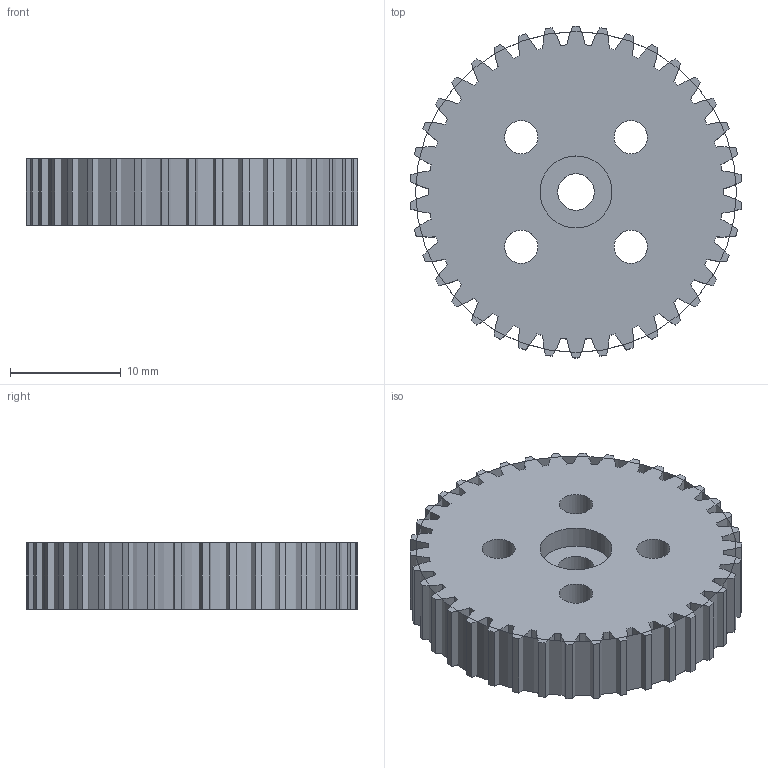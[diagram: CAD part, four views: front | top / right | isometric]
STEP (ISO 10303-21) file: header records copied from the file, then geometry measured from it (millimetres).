
FILE_DESCRIPTION(/* description */ (''),/* implementation_level */ '2;1');
FILE_NAME(/* name */ '5.Pinion.stp',/* time_stamp */ '2024-02-11T14:42:05+01:00',/* author */ ('alsaa'),/* organization */ ('HS Emden/Leer'),/* preprocessor_version */ 'ST-DEVELOPER v18.1',/* originating_system */ 'Autodesk Inventor 2022',/* authorisation */ '');
FILE_SCHEMA (('AUTOMOTIVE_DESIGN { 1 0 10303 214 3 1 1 }'));
Length unit declared in the file: millimetre
Products named in the file (1): 5
Bounding box: 29.94 x 30 x 6 mm (x, y, z)
Volume: 3532.5 mm3; surface area: 3130.9 mm2
Topology: 1 solids, 2 shells, 162 faces, 477 edges, 318 vertices
Faces by surface type: cylinder 159, plane 3
Full cylindrical faces by diameter (mm): 3 x4, 3.3 x1, 6.5 x1, 29 x1
Entity records: 5662 total; most frequent: DIRECTION 1121, CARTESIAN_POINT 958, ORIENTED_EDGE 952, AXIS2_PLACEMENT_3D 481, EDGE_CURVE 477, CIRCLE 318, VERTEX_POINT 318, EDGE_LOOP 173
